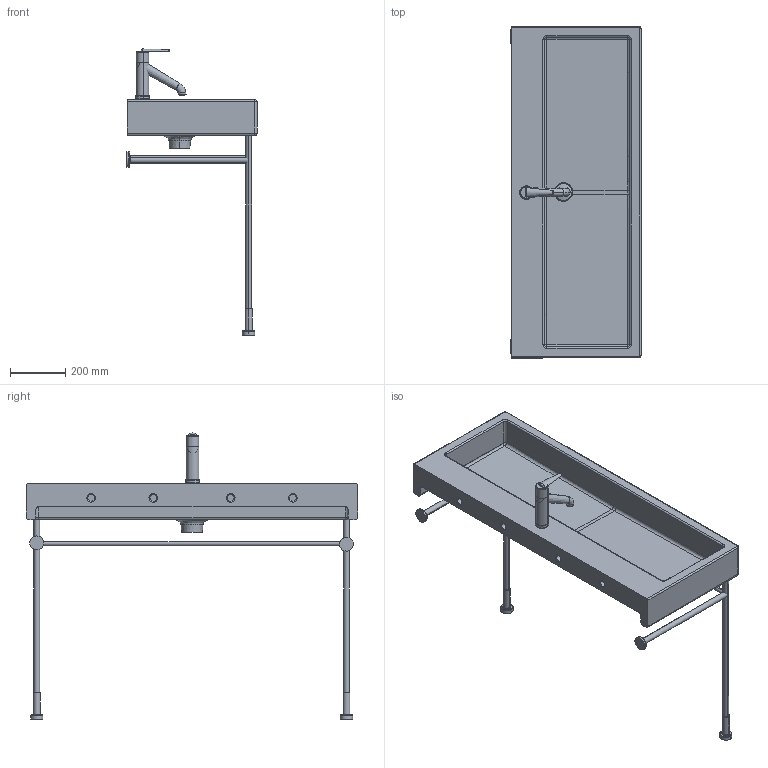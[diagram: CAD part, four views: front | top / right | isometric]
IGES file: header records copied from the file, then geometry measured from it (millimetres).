
Global section: file name: No Iges File Name specified; native system: Autodesk Inventor 2009; preprocessor: AutoDesk Inventor Iges Exporter R2009; author: Andreas; date: 20100810.132404; units: millimetre
Bounding box: 470.14 x 1200 x 1034.14 mm (x, y, z)
Volume: 25630816.9 mm3; surface area: 2320451.7 mm2
Topology: 12 solids, 12 shells, 240 faces, 550 edges, 339 vertices
Faces by surface type: plane 61, cylinder 59, revolution 36, bspline 35, torus 31, cone 16, sphere 2
